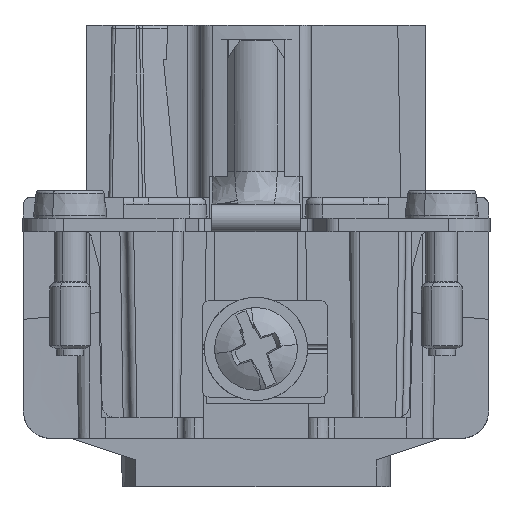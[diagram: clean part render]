
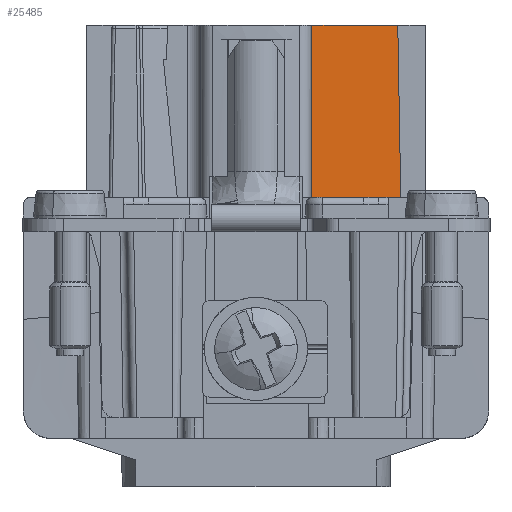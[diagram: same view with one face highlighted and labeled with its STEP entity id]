
A CAD part, front view. The second image highlights one B-rep face of the part: STEP entity #25485.
In plain terms, the highlighted planar face has unit normal (0, -1, 0.018).
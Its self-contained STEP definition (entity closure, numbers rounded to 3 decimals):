
#25462=AXIS2_PLACEMENT_3D('Plane Axis2P3D',#25459,#25460,#25461) ;
#10740=CARTESIAN_POINT('Vertex',(27.518,13.782,21.)) ;
#10743=CARTESIAN_POINT('Line Origine',(24.263,13.782,21.)) ;
#10747=CARTESIAN_POINT('Vertex',(21.008,13.782,21.)) ;
#25444=CARTESIAN_POINT('Vertex',(27.3,14.,33.5)) ;
#25447=CARTESIAN_POINT('Line Origine',(27.409,13.891,27.25)) ;
#25459=CARTESIAN_POINT('Axis2P3D Location',(20.8,14.,33.5)) ;
#25465=CARTESIAN_POINT('Control Point',(21.06,14.,33.5)) ;
#25466=CARTESIAN_POINT('Control Point',(21.044,13.956,31.)) ;
#25467=CARTESIAN_POINT('Control Point',(21.031,13.913,28.5)) ;
#25468=CARTESIAN_POINT('Control Point',(21.021,13.869,26.)) ;
#25469=CARTESIAN_POINT('Control Point',(21.013,13.826,23.5)) ;
#25470=CARTESIAN_POINT('Control Point',(21.008,13.782,21.)) ;
#25471=CARTESIAN_POINT('Vertex',(21.06,14.,33.5)) ;
#25474=CARTESIAN_POINT('Line Origine',(24.18,14.,33.5)) ;
#10744=DIRECTION('Vector Direction',(1.,0.,0.)) ;
#25448=DIRECTION('Vector Direction',(-0.017,0.017,1.)) ;
#25460=DIRECTION('Axis2P3D Direction',(0.,1.,-0.017)) ;
#25461=DIRECTION('Axis2P3D XDirection',(1.,0.,0.)) ;
#25475=DIRECTION('Vector Direction',(1.,0.,0.)) ;
#10745=VECTOR('Line Direction',#10744,1.) ;
#25449=VECTOR('Line Direction',#25448,1.) ;
#25476=VECTOR('Line Direction',#25475,1.) ;
#25480=ORIENTED_EDGE('',*,*,#25473,.T.) ;
#25481=ORIENTED_EDGE('',*,*,#10749,.T.) ;
#25482=ORIENTED_EDGE('',*,*,#25451,.T.) ;
#25483=ORIENTED_EDGE('',*,*,#25478,.F.) ;
#25485=ADVANCED_FACE('Hauptk\X2\00F6\X0\rper',(#25484),#25463,.F.) ;
#25464=B_SPLINE_CURVE_WITH_KNOTS('',5,(#25465,#25466,#25467,#25468,#25469,#25470),.UNSPECIFIED.,.F.,.U.,(6,6),(0.,17.681),.UNSPECIFIED.) ;
#10749=EDGE_CURVE('',#10748,#10741,#10746,.T.) ;
#25451=EDGE_CURVE('',#10741,#25445,#25450,.T.) ;
#25473=EDGE_CURVE('',#25472,#10748,#25464,.T.) ;
#25478=EDGE_CURVE('',#25472,#25445,#25477,.T.) ;
#25479=EDGE_LOOP('',(#25480,#25481,#25482,#25483)) ;
#25484=FACE_OUTER_BOUND('',#25479,.T.) ;
#10746=LINE('Line',#10743,#10745) ;
#25450=LINE('Line',#25447,#25449) ;
#25477=LINE('Line',#25474,#25476) ;
#25463=PLANE('',#25462) ;
#10741=VERTEX_POINT('',#10740) ;
#10748=VERTEX_POINT('',#10747) ;
#25445=VERTEX_POINT('',#25444) ;
#25472=VERTEX_POINT('',#25471) ;
